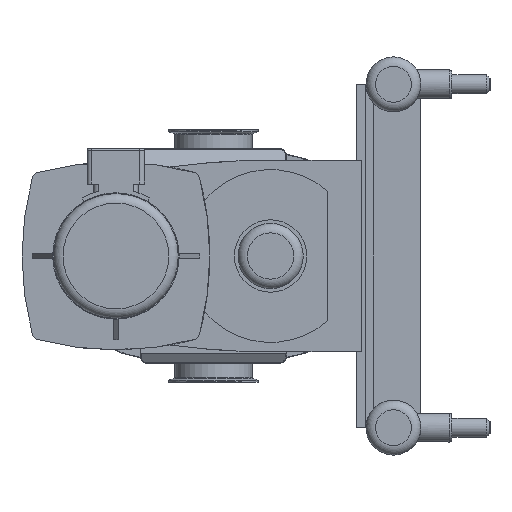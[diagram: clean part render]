
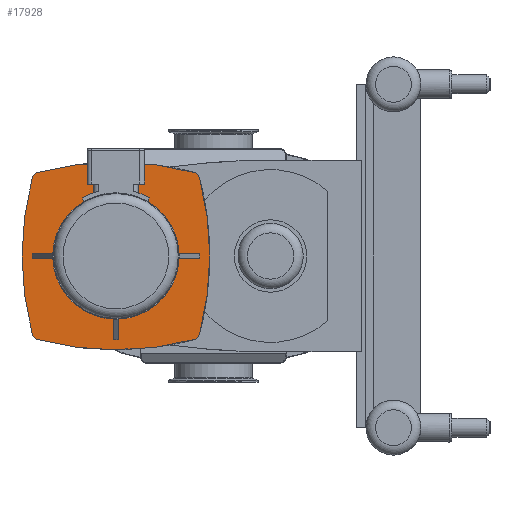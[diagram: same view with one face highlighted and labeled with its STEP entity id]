
A CAD part, left-side view. The second image highlights one B-rep face of the part: STEP entity #17928.
In plain terms, the highlighted planar face has unit normal (-1, 0, 0).
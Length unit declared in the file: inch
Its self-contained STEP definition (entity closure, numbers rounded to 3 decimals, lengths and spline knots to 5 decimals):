
#766=FACE_BOUND('',#5692,.T.);
#971=PLANE('',#19117);
#1732=LINE('',#28154,#3100);
#1736=LINE('',#28162,#3104);
#1739=LINE('',#28173,#3107);
#1743=LINE('',#28181,#3111);
#1746=LINE('',#28192,#3114);
#1750=LINE('',#28204,#3118);
#1753=LINE('',#28215,#3121);
#1757=LINE('',#28226,#3125);
#1759=LINE('',#28230,#3127);
#1762=LINE('',#28260,#3130);
#1763=LINE('',#28262,#3131);
#1764=LINE('',#28264,#3132);
#3100=VECTOR('',#21798,0.3937);
#3104=VECTOR('',#21804,0.3937);
#3107=VECTOR('',#21809,0.3937);
#3111=VECTOR('',#21815,0.3937);
#3114=VECTOR('',#21820,0.3937);
#3118=VECTOR('',#21826,0.3937);
#3121=VECTOR('',#21831,0.3937);
#3125=VECTOR('',#21837,0.3937);
#3127=VECTOR('',#21841,0.3937);
#3130=VECTOR('',#21868,0.3937);
#3131=VECTOR('',#21869,0.3937);
#3132=VECTOR('',#21870,0.3937);
#4603=FACE_OUTER_BOUND('',#5691,.T.);
#5691=EDGE_LOOP('',(#13239,#13240,#13241,#13242,#13243,#13244,#13245,#13246));
#5692=EDGE_LOOP('',(#13247,#13248,#13249,#13250,#13251,#13252,#13253,#13254,
#13255,#13256,#13257,#13258,#13259,#13260,#13261,#13262));
#6757=CIRCLE('',#19118,0.39);
#6758=CIRCLE('',#19119,15.75);
#6759=CIRCLE('',#19120,0.39);
#6760=CIRCLE('',#19121,15.75);
#6761=CIRCLE('',#19122,0.39);
#6762=CIRCLE('',#19123,15.75);
#6763=CIRCLE('',#19124,0.39);
#6764=CIRCLE('',#19125,15.75);
#6765=CIRCLE('',#19126,2.50338);
#6766=CIRCLE('',#19127,2.50338);
#6767=CIRCLE('',#19128,2.50338);
#6768=CIRCLE('',#19129,2.50338);
#7983=VERTEX_POINT('',#28152);
#7984=VERTEX_POINT('',#28153);
#7987=VERTEX_POINT('',#28161);
#7990=VERTEX_POINT('',#28171);
#7991=VERTEX_POINT('',#28172);
#7994=VERTEX_POINT('',#28180);
#7997=VERTEX_POINT('',#28190);
#7998=VERTEX_POINT('',#28191);
#8002=VERTEX_POINT('',#28203);
#8005=VERTEX_POINT('',#28213);
#8006=VERTEX_POINT('',#28214);
#8010=VERTEX_POINT('',#28229);
#8013=VERTEX_POINT('',#28239);
#8014=VERTEX_POINT('',#28240);
#8015=VERTEX_POINT('',#28242);
#8016=VERTEX_POINT('',#28244);
#8017=VERTEX_POINT('',#28246);
#8018=VERTEX_POINT('',#28248);
#8019=VERTEX_POINT('',#28250);
#8020=VERTEX_POINT('',#28252);
#8021=VERTEX_POINT('',#28257);
#8022=VERTEX_POINT('',#28259);
#8023=VERTEX_POINT('',#28261);
#8024=VERTEX_POINT('',#28263);
#9935=EDGE_CURVE('',#7983,#7984,#1732,.T.);
#9939=EDGE_CURVE('',#7987,#7983,#1736,.T.);
#9943=EDGE_CURVE('',#7990,#7991,#1739,.T.);
#9947=EDGE_CURVE('',#7991,#7994,#1743,.T.);
#9951=EDGE_CURVE('',#7997,#7998,#1746,.T.);
#9956=EDGE_CURVE('',#8002,#7990,#1750,.T.);
#9960=EDGE_CURVE('',#8005,#8006,#1753,.T.);
#9965=EDGE_CURVE('',#7998,#8005,#1757,.T.);
#9967=EDGE_CURVE('',#7984,#8010,#1759,.T.);
#9971=EDGE_CURVE('',#8013,#8014,#6757,.T.);
#9972=EDGE_CURVE('',#8013,#8015,#6758,.T.);
#9973=EDGE_CURVE('',#8016,#8015,#6759,.T.);
#9974=EDGE_CURVE('',#8016,#8017,#6760,.T.);
#9975=EDGE_CURVE('',#8018,#8017,#6761,.T.);
#9976=EDGE_CURVE('',#8018,#8019,#6762,.T.);
#9977=EDGE_CURVE('',#8020,#8019,#6763,.T.);
#9978=EDGE_CURVE('',#8020,#8014,#6764,.T.);
#9979=EDGE_CURVE('',#8006,#7987,#6765,.T.);
#9980=EDGE_CURVE('',#8010,#8002,#6766,.T.);
#9981=EDGE_CURVE('',#7994,#8021,#6767,.T.);
#9982=EDGE_CURVE('',#8021,#8022,#1762,.T.);
#9983=EDGE_CURVE('',#8022,#8023,#1763,.T.);
#9984=EDGE_CURVE('',#8023,#8024,#1764,.T.);
#9985=EDGE_CURVE('',#8024,#7997,#6768,.T.);
#13239=ORIENTED_EDGE('',*,*,#9971,.F.);
#13240=ORIENTED_EDGE('',*,*,#9972,.T.);
#13241=ORIENTED_EDGE('',*,*,#9973,.F.);
#13242=ORIENTED_EDGE('',*,*,#9974,.T.);
#13243=ORIENTED_EDGE('',*,*,#9975,.F.);
#13244=ORIENTED_EDGE('',*,*,#9976,.T.);
#13245=ORIENTED_EDGE('',*,*,#9977,.F.);
#13246=ORIENTED_EDGE('',*,*,#9978,.T.);
#13247=ORIENTED_EDGE('',*,*,#9951,.T.);
#13248=ORIENTED_EDGE('',*,*,#9965,.T.);
#13249=ORIENTED_EDGE('',*,*,#9960,.T.);
#13250=ORIENTED_EDGE('',*,*,#9979,.T.);
#13251=ORIENTED_EDGE('',*,*,#9939,.T.);
#13252=ORIENTED_EDGE('',*,*,#9935,.T.);
#13253=ORIENTED_EDGE('',*,*,#9967,.T.);
#13254=ORIENTED_EDGE('',*,*,#9980,.T.);
#13255=ORIENTED_EDGE('',*,*,#9956,.T.);
#13256=ORIENTED_EDGE('',*,*,#9943,.T.);
#13257=ORIENTED_EDGE('',*,*,#9947,.T.);
#13258=ORIENTED_EDGE('',*,*,#9981,.T.);
#13259=ORIENTED_EDGE('',*,*,#9982,.T.);
#13260=ORIENTED_EDGE('',*,*,#9983,.T.);
#13261=ORIENTED_EDGE('',*,*,#9984,.T.);
#13262=ORIENTED_EDGE('',*,*,#9985,.T.);
#17928=ADVANCED_FACE('',(#4603,#766),#971,.F.);
#19117=AXIS2_PLACEMENT_3D('',#28238,#21844,#21845);
#19118=AXIS2_PLACEMENT_3D('',#28241,#21846,#21847);
#19119=AXIS2_PLACEMENT_3D('',#28243,#21848,#21849);
#19120=AXIS2_PLACEMENT_3D('',#28245,#21850,#21851);
#19121=AXIS2_PLACEMENT_3D('',#28247,#21852,#21853);
#19122=AXIS2_PLACEMENT_3D('',#28249,#21854,#21855);
#19123=AXIS2_PLACEMENT_3D('',#28251,#21856,#21857);
#19124=AXIS2_PLACEMENT_3D('',#28253,#21858,#21859);
#19125=AXIS2_PLACEMENT_3D('',#28254,#21860,#21861);
#19126=AXIS2_PLACEMENT_3D('',#28255,#21862,#21863);
#19127=AXIS2_PLACEMENT_3D('',#28256,#21864,#21865);
#19128=AXIS2_PLACEMENT_3D('',#28258,#21866,#21867);
#19129=AXIS2_PLACEMENT_3D('',#28265,#21871,#21872);
#21798=DIRECTION('',(0.,0.,-1.));
#21804=DIRECTION('',(0.,-1.,0.));
#21809=DIRECTION('',(0.,1.,0.));
#21815=DIRECTION('',(0.,0.,1.));
#21820=DIRECTION('',(0.,0.,1.));
#21826=DIRECTION('',(0.,0.,-1.));
#21831=DIRECTION('',(0.,0.,-1.));
#21837=DIRECTION('',(0.,-1.,0.));
#21841=DIRECTION('',(0.,1.,0.));
#21844=DIRECTION('center_axis',(1.,0.,0.));
#21845=DIRECTION('ref_axis',(0.,0.,
-1.));
#21846=DIRECTION('center_axis',(1.,0.,0.));
#21847=DIRECTION('ref_axis',(0.,-0.707,0.707));
#21848=DIRECTION('center_axis',(-1.,0.,0.));
#21849=DIRECTION('ref_axis',(0.,-0.274,-0.962));
#21850=DIRECTION('center_axis',(1.,0.,0.));
#21851=DIRECTION('ref_axis',(0.,0.707,0.707));
#21852=DIRECTION('center_axis',(-1.,0.,0.));
#21853=DIRECTION('ref_axis',(0.,-0.962,0.274));
#21854=DIRECTION('center_axis',(1.,0.,0.));
#21855=DIRECTION('ref_axis',(0.,0.707,-0.707));
#21856=DIRECTION('center_axis',(-1.,0.,0.));
#21857=DIRECTION('ref_axis',(0.,0.274,0.962));
#21858=DIRECTION('center_axis',(1.,0.,0.));
#21859=DIRECTION('ref_axis',(0.,-0.707,-0.707));
#21860=DIRECTION('center_axis',(-1.,0.,0.));
#21861=DIRECTION('ref_axis',(0.,0.962,-0.274));
#21862=DIRECTION('center_axis',(1.,0.,0.));
#21863=DIRECTION('ref_axis',(0.,1.,0.));
#21864=DIRECTION('center_axis',(1.,0.,0.));
#21865=DIRECTION('ref_axis',(0.,1.,0.));
#21866=DIRECTION('center_axis',(1.,0.,0.));
#21867=DIRECTION('ref_axis',(0.,1.,0.));
#21868=DIRECTION('',(0.,1.,0.));
#21869=DIRECTION('',(0.,0.,1.));
#21870=DIRECTION('',(0.,-1.,0.));
#21871=DIRECTION('center_axis',(1.,0.,0.));
#21872=DIRECTION('ref_axis',(0.,1.,0.));
#28152=CARTESIAN_POINT('',(-29.027,0.72313,0.118));
#28153=CARTESIAN_POINT('',(-29.027,0.72313,-0.118));
#28154=CARTESIAN_POINT('',(-29.027,0.72313,0.));
#28161=CARTESIAN_POINT('',(-29.027,2.6094,0.118));
#28162=CARTESIAN_POINT('',(-29.027,4.13711,0.118));
#28171=CARTESIAN_POINT('',(-29.027,4.992,-4.38687));
#28172=CARTESIAN_POINT('',(-29.027,5.228,-4.38687));
#28173=CARTESIAN_POINT('',(-29.027,5.11,-4.38687));
#28180=CARTESIAN_POINT('',(-29.027,5.228,-2.5006));
#28181=CARTESIAN_POINT('',(-29.027,5.228,-0.97289));
#28190=CARTESIAN_POINT('',(-29.027,5.228,2.5006));
#28191=CARTESIAN_POINT('',(-29.027,5.228,4.38687));
#28192=CARTESIAN_POINT('',(-29.027,5.228,-0.97289));
#28203=CARTESIAN_POINT('',(-29.027,4.992,-2.5006));
#28204=CARTESIAN_POINT('',(-29.027,4.992,-0.97289));
#28213=CARTESIAN_POINT('',(-29.027,4.992,4.38687));
#28214=CARTESIAN_POINT('',(-29.027,4.992,2.5006));
#28215=CARTESIAN_POINT('',(-29.027,4.992,0.97289));
#28226=CARTESIAN_POINT('',(-29.027,5.11,4.38687));
#28229=CARTESIAN_POINT('',(-29.027,2.6094,-0.118));
#28230=CARTESIAN_POINT('',(-29.027,4.13711,-0.118));
#28238=CARTESIAN_POINT('Origin',(-29.027,5.11,0.));
#28239=CARTESIAN_POINT('',(-29.027,1.00721,4.37774));
#28240=CARTESIAN_POINT('',(-29.027,0.73226,4.10279));
#28241=CARTESIAN_POINT('Origin',(-29.027,1.1088,4.0012));
#28242=CARTESIAN_POINT('',(-29.027,9.21279,4.37774));
#28243=CARTESIAN_POINT('Origin',(-29.027,5.11,-10.8285));
#28244=CARTESIAN_POINT('',(-29.027,9.48774,4.10279));
#28245=CARTESIAN_POINT('Origin',(-29.027,9.1112,4.0012));
#28246=CARTESIAN_POINT('',(-29.027,9.48774,-4.10279));
#28247=CARTESIAN_POINT('Origin',(-29.027,-5.7185,0.));
#28248=CARTESIAN_POINT('',(-29.027,9.21279,-4.37774));
#28249=CARTESIAN_POINT('Origin',(-29.027,9.1112,-4.0012));
#28250=CARTESIAN_POINT('',(-29.027,1.00721,-4.37774));
#28251=CARTESIAN_POINT('Origin',(-29.027,5.11,10.8285));
#28252=CARTESIAN_POINT('',(-29.027,0.73226,-4.10279));
#28253=CARTESIAN_POINT('Origin',(-29.027,1.1088,-4.0012));
#28254=CARTESIAN_POINT('Origin',(-29.027,15.9385,0.));
#28255=CARTESIAN_POINT('Origin',(-29.027,5.11,0.));
#28256=CARTESIAN_POINT('Origin',(-29.027,5.11,0.));
#28257=CARTESIAN_POINT('',(-29.027,7.6106,-0.118));
#28258=CARTESIAN_POINT('Origin',(-29.027,5.11,0.));
#28259=CARTESIAN_POINT('',(-29.027,9.49687,-0.118));
#28260=CARTESIAN_POINT('',(-29.027,6.08289,-0.118));
#28261=CARTESIAN_POINT('',(-29.027,9.49687,0.118));
#28262=CARTESIAN_POINT('',(-29.027,9.49687,0.));
#28263=CARTESIAN_POINT('',(-29.027,7.6106,0.118));
#28264=CARTESIAN_POINT('',(-29.027,6.08289,0.118));
#28265=CARTESIAN_POINT('Origin',(-29.027,5.11,0.));
